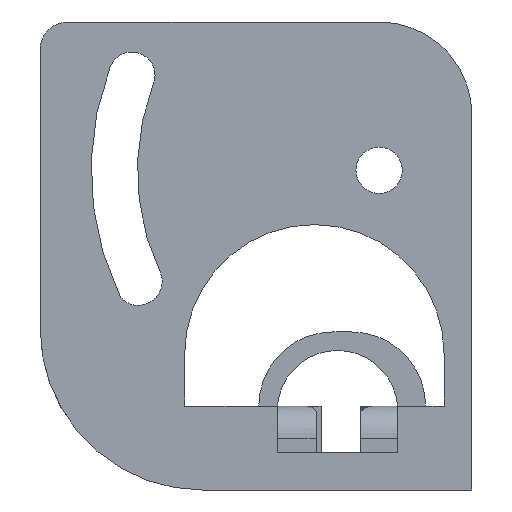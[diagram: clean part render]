
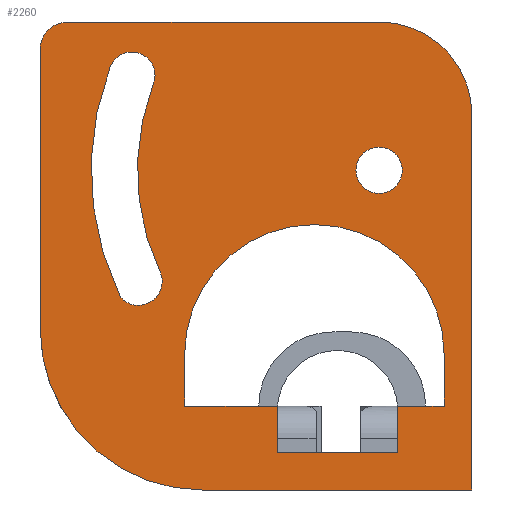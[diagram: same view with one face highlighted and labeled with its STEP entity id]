
A CAD part, left-side view. The second image highlights one B-rep face of the part: STEP entity #2260.
In plain terms, the highlighted planar face has unit normal (-1, 0, 0).
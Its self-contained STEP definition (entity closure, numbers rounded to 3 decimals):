
#29=FACE_BOUND('',#238,.T.);
#30=FACE_BOUND('',#239,.T.);
#31=FACE_BOUND('',#240,.T.);
#45=PLANE('',#2408);
#119=FACE_OUTER_BOUND('',#237,.T.);
#237=EDGE_LOOP('',(#1598,#1599,#1600,#1601,#1602,#1603,#1604));
#238=EDGE_LOOP('',(#1605,#1606,#1607,#1608,#1609,#1610,#1611,#1612,#1613,
#1614));
#239=EDGE_LOOP('',(#1615,#1616,#1617,#1618));
#240=EDGE_LOOP('',(#1619,#1620,#1621,#1622));
#406=LINE('',#3418,#649);
#408=LINE('',#3422,#651);
#409=LINE('',#3424,#652);
#410=LINE('',#3428,#653);
#411=LINE('',#3434,#654);
#412=LINE('',#3436,#655);
#413=LINE('',#3438,#656);
#414=LINE('',#3440,#657);
#415=LINE('',#3442,#658);
#416=LINE('',#3448,#659);
#417=LINE('',#3449,#660);
#418=LINE('',#3462,#661);
#419=LINE('',#3465,#662);
#649=VECTOR('',#2702,10.);
#651=VECTOR('',#2706,10.);
#652=VECTOR('',#2707,10.);
#653=VECTOR('',#2710,10.);
#654=VECTOR('',#2715,10.);
#655=VECTOR('',#2716,10.);
#656=VECTOR('',#2717,10.);
#657=VECTOR('',#2718,10.);
#658=VECTOR('',#2719,10.);
#659=VECTOR('',#2724,10.);
#660=VECTOR('',#2725,10.);
#661=VECTOR('',#2736,10.);
#662=VECTOR('',#2739,10.);
#842=CIRCLE('',#2383,17.5);
#862=CIRCLE('',#2409,10.);
#863=CIRCLE('',#2410,3.);
#864=CIRCLE('',#2411,6.5);
#865=CIRCLE('',#2412,14.);
#866=CIRCLE('',#2413,14.);
#867=CIRCLE('',#2414,26.086);
#868=CIRCLE('',#2415,2.572);
#869=CIRCLE('',#2416,31.086);
#870=CIRCLE('',#2417,2.5);
#871=CIRCLE('',#2418,2.5);
#872=CIRCLE('',#2419,2.5);
#938=VERTEX_POINT('',#3277);
#939=VERTEX_POINT('',#3278);
#1003=VERTEX_POINT('',#3417);
#1004=VERTEX_POINT('',#3421);
#1005=VERTEX_POINT('',#3423);
#1006=VERTEX_POINT('',#3425);
#1007=VERTEX_POINT('',#3427);
#1008=VERTEX_POINT('',#3430);
#1009=VERTEX_POINT('',#3431);
#1010=VERTEX_POINT('',#3433);
#1011=VERTEX_POINT('',#3435);
#1012=VERTEX_POINT('',#3437);
#1013=VERTEX_POINT('',#3439);
#1014=VERTEX_POINT('',#3441);
#1015=VERTEX_POINT('',#3443);
#1016=VERTEX_POINT('',#3445);
#1017=VERTEX_POINT('',#3447);
#1018=VERTEX_POINT('',#3450);
#1019=VERTEX_POINT('',#3451);
#1020=VERTEX_POINT('',#3453);
#1021=VERTEX_POINT('',#3455);
#1022=VERTEX_POINT('',#3458);
#1023=VERTEX_POINT('',#3459);
#1024=VERTEX_POINT('',#3461);
#1025=VERTEX_POINT('',#3463);
#1166=EDGE_CURVE('',#938,#939,#842,.T.);
#1236=EDGE_CURVE('',#939,#1003,#406,.T.);
#1238=EDGE_CURVE('',#1004,#938,#408,.T.);
#1239=EDGE_CURVE('',#1005,#1004,#409,.T.);
#1240=EDGE_CURVE('',#1006,#1005,#862,.T.);
#1241=EDGE_CURVE('',#1007,#1006,#410,.T.);
#1242=EDGE_CURVE('',#1003,#1007,#863,.T.);
#1243=EDGE_CURVE('',#1008,#1009,#864,.T.);
#1244=EDGE_CURVE('',#1009,#1010,#411,.T.);
#1245=EDGE_CURVE('',#1010,#1011,#412,.T.);
#1246=EDGE_CURVE('',#1011,#1012,#413,.T.);
#1247=EDGE_CURVE('',#1012,#1013,#414,.T.);
#1248=EDGE_CURVE('',#1013,#1014,#415,.T.);
#1249=EDGE_CURVE('',#1015,#1014,#865,.T.);
#1250=EDGE_CURVE('',#1016,#1015,#866,.T.);
#1251=EDGE_CURVE('',#1016,#1017,#416,.T.);
#1252=EDGE_CURVE('',#1017,#1008,#417,.T.);
#1253=EDGE_CURVE('',#1018,#1019,#867,.T.);
#1254=EDGE_CURVE('',#1019,#1020,#868,.T.);
#1255=EDGE_CURVE('',#1020,#1021,#869,.T.);
#1256=EDGE_CURVE('',#1021,#1018,#870,.T.);
#1257=EDGE_CURVE('',#1022,#1023,#871,.T.);
#1258=EDGE_CURVE('',#1024,#1022,#418,.T.);
#1259=EDGE_CURVE('',#1025,#1024,#872,.T.);
#1260=EDGE_CURVE('',#1023,#1025,#419,.T.);
#1598=ORIENTED_EDGE('',*,*,#1166,.F.);
#1599=ORIENTED_EDGE('',*,*,#1238,.F.);
#1600=ORIENTED_EDGE('',*,*,#1239,.F.);
#1601=ORIENTED_EDGE('',*,*,#1240,.F.);
#1602=ORIENTED_EDGE('',*,*,#1241,.F.);
#1603=ORIENTED_EDGE('',*,*,#1242,.F.);
#1604=ORIENTED_EDGE('',*,*,#1236,.F.);
#1605=ORIENTED_EDGE('',*,*,#1243,.T.);
#1606=ORIENTED_EDGE('',*,*,#1244,.T.);
#1607=ORIENTED_EDGE('',*,*,#1245,.T.);
#1608=ORIENTED_EDGE('',*,*,#1246,.T.);
#1609=ORIENTED_EDGE('',*,*,#1247,.T.);
#1610=ORIENTED_EDGE('',*,*,#1248,.T.);
#1611=ORIENTED_EDGE('',*,*,#1249,.F.);
#1612=ORIENTED_EDGE('',*,*,#1250,.F.);
#1613=ORIENTED_EDGE('',*,*,#1251,.T.);
#1614=ORIENTED_EDGE('',*,*,#1252,.T.);
#1615=ORIENTED_EDGE('',*,*,#1253,.T.);
#1616=ORIENTED_EDGE('',*,*,#1254,.T.);
#1617=ORIENTED_EDGE('',*,*,#1255,.T.);
#1618=ORIENTED_EDGE('',*,*,#1256,.T.);
#1619=ORIENTED_EDGE('',*,*,#1257,.F.);
#1620=ORIENTED_EDGE('',*,*,#1258,.F.);
#1621=ORIENTED_EDGE('',*,*,#1259,.F.);
#1622=ORIENTED_EDGE('',*,*,#1260,.F.);
#2260=ADVANCED_FACE('',(#119,#29,#30,#31),#45,.T.);
#2383=AXIS2_PLACEMENT_3D('',#3279,#2602,#2603);
#2408=AXIS2_PLACEMENT_3D('',#3420,#2704,#2705);
#2409=AXIS2_PLACEMENT_3D('',#3426,#2708,#2709);
#2410=AXIS2_PLACEMENT_3D('',#3429,#2711,#2712);
#2411=AXIS2_PLACEMENT_3D('',#3432,#2713,#2714);
#2412=AXIS2_PLACEMENT_3D('',#3444,#2720,#2721);
#2413=AXIS2_PLACEMENT_3D('',#3446,#2722,#2723);
#2414=AXIS2_PLACEMENT_3D('',#3452,#2726,#2727);
#2415=AXIS2_PLACEMENT_3D('',#3454,#2728,#2729);
#2416=AXIS2_PLACEMENT_3D('',#3456,#2730,#2731);
#2417=AXIS2_PLACEMENT_3D('',#3457,#2732,#2733);
#2418=AXIS2_PLACEMENT_3D('',#3460,#2734,#2735);
#2419=AXIS2_PLACEMENT_3D('',#3464,#2737,#2738);
#2602=DIRECTION('center_axis',(1.,0.,0.));
#2603=DIRECTION('ref_axis',(0.,0.,-1.));
#2702=DIRECTION('',(0.,0.,1.));
#2704=DIRECTION('center_axis',(-1.,0.,0.));
#2705=DIRECTION('ref_axis',(0.,-1.,0.));
#2706=DIRECTION('',(0.,1.,0.));
#2707=DIRECTION('',(0.,0.,-1.));
#2708=DIRECTION('center_axis',(1.,0.,0.));
#2709=DIRECTION('ref_axis',(0.,-0.707,0.707));
#2710=DIRECTION('',(0.,-1.,0.));
#2711=DIRECTION('center_axis',(1.,0.,0.));
#2712=DIRECTION('ref_axis',(0.,0.707,0.707));
#2713=DIRECTION('center_axis',(1.,0.,0.));
#2714=DIRECTION('ref_axis',(0.,-0.997,0.077));
#2715=DIRECTION('',(0.,0.,-1.));
#2716=DIRECTION('',(0.,1.,0.));
#2717=DIRECTION('',(0.,0.,1.));
#2718=DIRECTION('',(0.,1.,0.));
#2719=DIRECTION('',(0.,0.,1.));
#2720=DIRECTION('center_axis',(-1.,0.,0.));
#2721=DIRECTION('ref_axis',(0.,0.707,0.707));
#2722=DIRECTION('center_axis',(-1.,0.,0.));
#2723=DIRECTION('ref_axis',(0.,-0.707,0.707));
#2724=DIRECTION('',(0.,0.,-1.));
#2725=DIRECTION('',(0.,1.,0.));
#2726=DIRECTION('center_axis',(-1.,0.,0.));
#2727=DIRECTION('ref_axis',(0.,-1.,0.));
#2728=DIRECTION('center_axis',(1.,0.,0.));
#2729=DIRECTION('ref_axis',(0.,-1.,0.));
#2730=DIRECTION('center_axis',(1.,0.,0.));
#2731=DIRECTION('ref_axis',(0.,-1.,0.));
#2732=DIRECTION('center_axis',(1.,0.,0.));
#2733=DIRECTION('ref_axis',(0.,-1.,0.));
#2734=DIRECTION('center_axis',(-1.,0.,0.));
#2735=DIRECTION('ref_axis',(0.,-1.,0.));
#2736=DIRECTION('',(0.,1.,0.));
#2737=DIRECTION('center_axis',(-1.,0.,0.));
#2738=DIRECTION('ref_axis',(0.,1.,0.));
#2739=DIRECTION('',(0.,-1.,0.));
#3277=CARTESIAN_POINT('',(91.5,24.1,-12.5));
#3278=CARTESIAN_POINT('',(91.5,41.6,5.));
#3279=CARTESIAN_POINT('Origin',(91.5,24.1,5.));
#3417=CARTESIAN_POINT('',(91.5,41.6,35.));
#3418=CARTESIAN_POINT('',(91.5,41.6,30.));
#3420=CARTESIAN_POINT('Origin',(91.5,38.6,0.));
#3421=CARTESIAN_POINT('',(91.5,-5.,-12.5));
#3422=CARTESIAN_POINT('',(91.5,28.95,-12.5));
#3423=CARTESIAN_POINT('',(91.5,-5.,28.));
#3424=CARTESIAN_POINT('',(91.5,-5.,-7.5));
#3425=CARTESIAN_POINT('',(91.5,5.,38.));
#3426=CARTESIAN_POINT('Origin',(91.5,5.,28.));
#3427=CARTESIAN_POINT('',(91.5,38.6,38.));
#3428=CARTESIAN_POINT('',(91.5,28.95,38.));
#3429=CARTESIAN_POINT('Origin',(91.5,38.6,35.));
#3430=CARTESIAN_POINT('',(91.5,3.019,-3.45));
#3431=CARTESIAN_POINT('',(91.5,3.,-3.95));
#3432=CARTESIAN_POINT('Origin',(91.5,9.5,-3.95));
#3433=CARTESIAN_POINT('',(91.5,3.,-8.45));
#3434=CARTESIAN_POINT('',(91.5,3.,-4.225));
#3435=CARTESIAN_POINT('',(91.5,15.985,-8.45));
#3436=CARTESIAN_POINT('',(91.5,27.293,-8.45));
#3437=CARTESIAN_POINT('',(91.5,15.985,-3.45));
#3438=CARTESIAN_POINT('',(91.5,15.985,-1.725));
#3439=CARTESIAN_POINT('',(91.5,26.,-3.45));
#3440=CARTESIAN_POINT('',(91.5,18.3,-3.45));
#3441=CARTESIAN_POINT('',(91.5,26.,2.141));
#3442=CARTESIAN_POINT('',(91.5,26.,-0.929));
#3443=CARTESIAN_POINT('',(91.5,12.,16.141));
#3444=CARTESIAN_POINT('Origin',(91.5,12.,2.141));
#3445=CARTESIAN_POINT('',(91.5,-2.,2.141));
#3446=CARTESIAN_POINT('Origin',(91.5,12.,2.141));
#3447=CARTESIAN_POINT('',(91.5,-2.,-3.45));
#3448=CARTESIAN_POINT('',(91.5,-2.,-0.929));
#3449=CARTESIAN_POINT('',(91.5,18.3,-3.45));
#3450=CARTESIAN_POINT('',(91.5,29.362,31.363));
#3451=CARTESIAN_POINT('',(91.5,28.524,10.696));
#3452=CARTESIAN_POINT('Origin',(91.5,5.014,22.));
#3453=CARTESIAN_POINT('',(91.5,32.903,8.27));
#3454=CARTESIAN_POINT('Origin',(91.5,31.,10.));
#3455=CARTESIAN_POINT('',(91.5,34.028,33.158));
#3456=CARTESIAN_POINT('Origin',(91.5,5.014,22.));
#3457=CARTESIAN_POINT('Origin',(91.5,31.695,32.261));
#3458=CARTESIAN_POINT('',(91.5,5.138,24.497));
#3459=CARTESIAN_POINT('',(91.5,5.138,19.503));
#3460=CARTESIAN_POINT('Origin',(91.5,5.014,22.));
#3461=CARTESIAN_POINT('',(91.5,4.89,24.497));
#3462=CARTESIAN_POINT('',(91.5,21.744,24.499));
#3463=CARTESIAN_POINT('',(91.5,4.89,19.503));
#3464=CARTESIAN_POINT('Origin',(91.5,5.014,22.));
#3465=CARTESIAN_POINT('',(91.5,36.101,19.5));
